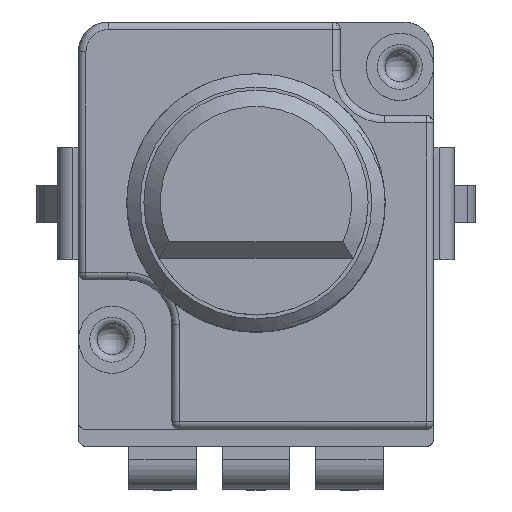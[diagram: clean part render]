
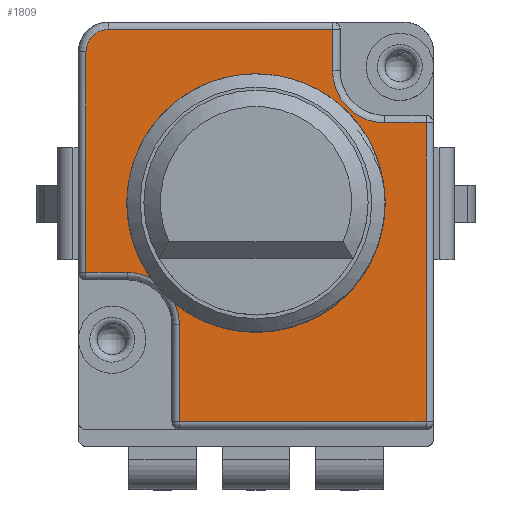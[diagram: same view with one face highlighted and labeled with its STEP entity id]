
A CAD part, top view. The second image highlights one B-rep face of the part: STEP entity #1809.
In plain terms, the highlighted planar face has unit normal (0, 0, 1).
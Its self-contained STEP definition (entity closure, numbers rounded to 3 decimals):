
#46=CARTESIAN_POINT('',(-2.05,-3.25,10.0));
#47=VERTEX_POINT('',#46);
#55=CARTESIAN_POINT('',(-2.231,-2.562,10.001));
#56=VERTEX_POINT('',#55);
#57=CARTESIAN_POINT('',(-2.05,-3.25,10.0));
#58=CARTESIAN_POINT('',(-2.05,-2.882,10.0));
#59=CARTESIAN_POINT('',(-2.231,-2.562,10.0));
#60=B_SPLINE_CURVE_WITH_KNOTS('',2,(#57,#58,#59),.UNSPECIFIED.,.F.,.U.,
 (3,3),(0.0,1.0),.UNSPECIFIED.);
#61=EDGE_CURVE('n� 3127',#47,#56,#60,.T.);
#63=CARTESIAN_POINT('',(-2.591,-2.144,9.999));
#64=VERTEX_POINT('',#63);
#98=CARTESIAN_POINT('',(-3.45,-1.85,10.0));
#99=VERTEX_POINT('',#98);
#100=CARTESIAN_POINT('',(-2.591,-2.144,10.0));
#101=CARTESIAN_POINT('',(-2.776,-2.,10.0));
#102=CARTESIAN_POINT('',(-2.996,-1.926,10.0));
#103=CARTESIAN_POINT('',(-3.218,-1.85,10.0));
#104=CARTESIAN_POINT('',(-3.45,-1.85,10.0));
#105=B_SPLINE_CURVE_WITH_KNOTS('',2,(#100,#101,#102,#103,#104),.UNSPECIFIED.,.F.,.U.,
 (3,2,3),(0.0,0.5,1.0),.UNSPECIFIED.);
#106=EDGE_CURVE('n� 3131',#64,#99,#105,.T.);
#998=CARTESIAN_POINT('',(4.55,-5.85,10.0));
#999=VERTEX_POINT('',#998);
#1087=CARTESIAN_POINT('',(4.55,2.15,10.0));
#1088=VERTEX_POINT('',#1087);
#1219=CARTESIAN_POINT('',(2.05,4.65,10.0));
#1220=VERTEX_POINT('',#1219);
#1325=CARTESIAN_POINT('',(-4.55,-1.85,10.0));
#1326=VERTEX_POINT('',#1325);
#1410=CARTESIAN_POINT('',(-2.05,-5.85,10.0));
#1411=VERTEX_POINT('',#1410);
#1488=CARTESIAN_POINT('',(0.0,-5.85,10.0));
#1489=DIRECTION('',(1.0,0.0,0.0));
#1490=VECTOR('',#1489,1.0);
#1491=LINE('',#1488,#1490);
#1492=EDGE_CURVE('n� 687',#1411,#999,#1491,.T.);
#1504=CARTESIAN_POINT('',(4.55,-0.6,10.0));
#1505=DIRECTION('',(0.0,1.0,0.0));
#1506=VECTOR('',#1505,1.0);
#1507=LINE('',#1504,#1506);
#1508=EDGE_CURVE('n� 686',#999,#1088,#1507,.T.);
#1520=CARTESIAN_POINT('',(3.45,2.15,10.0));
#1521=VERTEX_POINT('',#1520);
#1529=CARTESIAN_POINT('',(0.0,2.15,10.0));
#1530=DIRECTION('',(-1.0,-0.0,0.0));
#1531=VECTOR('',#1530,1.0);
#1532=LINE('',#1529,#1531);
#1533=EDGE_CURVE('n� 685',#1088,#1521,#1532,.T.);
#1547=CARTESIAN_POINT('',(2.05,3.55,10.0));
#1548=VERTEX_POINT('',#1547);
#1556=CARTESIAN_POINT('',(3.45,2.15,10.0));
#1557=CARTESIAN_POINT('',(3.183,2.15,10.0));
#1558=CARTESIAN_POINT('',(2.935,2.248,10.0));
#1559=CARTESIAN_POINT('',(2.666,2.355,10.0));
#1560=CARTESIAN_POINT('',(2.46,2.56,10.0));
#1561=CARTESIAN_POINT('',(2.255,2.765,10.0));
#1562=CARTESIAN_POINT('',(2.148,3.035,10.0));
#1563=CARTESIAN_POINT('',(2.05,3.283,10.0));
#1564=CARTESIAN_POINT('',(2.05,3.55,10.0));
#1565=B_SPLINE_CURVE_WITH_KNOTS('',2,(#1556,#1557,#1558,#1559,#1560,#1561,#1562,#1563,#1564),.UNSPECIFIED.,.F.,.U.,
 (3,2,2,2,3),(0.0,0.25,0.5,0.75,1.0),.UNSPECIFIED.);
#1566=EDGE_CURVE('n� 684',#1521,#1548,#1565,.T.);
#1583=CARTESIAN_POINT('',(2.05,-0.6,10.0));
#1584=DIRECTION('',(0.0,1.0,0.0));
#1585=VECTOR('',#1584,1.0);
#1586=LINE('',#1583,#1585);
#1587=EDGE_CURVE('n� 683',#1548,#1220,#1586,.T.);
#1597=CARTESIAN_POINT('',(-3.95,4.65,10.0));
#1598=VERTEX_POINT('',#1597);
#1606=CARTESIAN_POINT('',(0.0,4.65,10.0));
#1607=DIRECTION('',(-1.0,0.0,0.0));
#1608=VECTOR('',#1607,1.0);
#1609=LINE('',#1606,#1608);
#1610=EDGE_CURVE('n� 682',#1220,#1598,#1609,.T.);
#1622=CARTESIAN_POINT('',(-4.55,4.05,10.0));
#1623=VERTEX_POINT('',#1622);
#1631=CARTESIAN_POINT('',(-3.95,4.65,10.0));
#1632=CARTESIAN_POINT('',(-4.064,4.65,10.0));
#1633=CARTESIAN_POINT('',(-4.171,4.608,10.0));
#1634=CARTESIAN_POINT('',(-4.286,4.562,10.0));
#1635=CARTESIAN_POINT('',(-4.374,4.474,10.0));
#1636=CARTESIAN_POINT('',(-4.462,4.387,10.0));
#1637=CARTESIAN_POINT('',(-4.508,4.271,10.0));
#1638=CARTESIAN_POINT('',(-4.55,4.165,10.0));
#1639=CARTESIAN_POINT('',(-4.55,4.05,10.0));
#1640=B_SPLINE_CURVE_WITH_KNOTS('',2,(#1631,#1632,#1633,#1634,#1635,#1636,#1637,#1638,#1639),.UNSPECIFIED.,.F.,.U.,
 (3,2,2,2,3),(0.0,0.25,0.5,0.75,1.0),.UNSPECIFIED.);
#1641=EDGE_CURVE('n� 681',#1598,#1623,#1640,.T.);
#1660=CARTESIAN_POINT('',(-4.55,-0.6,10.0));
#1661=DIRECTION('',(0.0,-1.0,0.0));
#1662=VECTOR('',#1661,1.0);
#1663=LINE('',#1660,#1662);
#1664=EDGE_CURVE('n� 680',#1623,#1326,#1663,.T.);
#1675=CARTESIAN_POINT('',(0.0,-1.85,10.0));
#1676=DIRECTION('',(1.0,0.0,0.0));
#1677=VECTOR('',#1676,1.0);
#1678=LINE('',#1675,#1677);
#1679=EDGE_CURVE('n� 679',#1326,#99,#1678,.T.);
#1694=CARTESIAN_POINT('',(-2.05,-0.6,10.0));
#1695=DIRECTION('',(0.0,-1.0,0.0));
#1696=VECTOR('',#1695,1.0);
#1697=LINE('',#1694,#1696);
#1698=EDGE_CURVE('n� 671',#47,#1411,#1697,.T.);
#1708=ORIENTED_EDGE('',*,*,#1698,.T.);
#1709=ORIENTED_EDGE('',*,*,#1492,.T.);
#1710=ORIENTED_EDGE('',*,*,#1508,.T.);
#1711=ORIENTED_EDGE('',*,*,#1533,.T.);
#1712=ORIENTED_EDGE('',*,*,#1566,.T.);
#1713=ORIENTED_EDGE('',*,*,#1587,.T.);
#1714=ORIENTED_EDGE('',*,*,#1610,.T.);
#1715=ORIENTED_EDGE('',*,*,#1641,.T.);
#1716=ORIENTED_EDGE('',*,*,#1664,.T.);
#1717=ORIENTED_EDGE('',*,*,#1679,.T.);
#1718=ORIENTED_EDGE('',*,*,#106,.F.);
#1719=CARTESIAN_POINT('',(-1.755,2.462,10.0));
#1720=VERTEX_POINT('',#1719);
#1721=CARTESIAN_POINT('',(-2.591,-2.144,10.0));
#1722=CARTESIAN_POINT('',(-2.718,-1.955,10.0));
#1723=CARTESIAN_POINT('',(-2.792,-1.824,10.0));
#1724=CARTESIAN_POINT('',(-2.884,-1.66,10.0));
#1725=CARTESIAN_POINT('',(-2.959,-1.486,10.0));
#1726=CARTESIAN_POINT('',(-3.11,-1.136,10.0));
#1727=CARTESIAN_POINT('',(-3.178,-0.769,10.0));
#1728=CARTESIAN_POINT('',(-3.283,-0.205,10.0));
#1729=CARTESIAN_POINT('',(-3.182,0.346,10.0));
#1730=CARTESIAN_POINT('',(-3.123,0.667,10.0));
#1731=CARTESIAN_POINT('',(-2.997,0.974,10.0));
#1732=CARTESIAN_POINT('',(-2.873,1.279,10.0));
#1733=CARTESIAN_POINT('',(-2.689,1.553,10.0));
#1734=CARTESIAN_POINT('',(-2.505,1.83,10.0));
#1735=CARTESIAN_POINT('',(-2.271,2.059,10.0));
#1736=CARTESIAN_POINT('',(-2.032,2.292,10.0));
#1737=CARTESIAN_POINT('',(-1.755,2.462,10.0));
#1738=B_SPLINE_CURVE_WITH_KNOTS('',2,(#1721,#1722,#1723,#1724,#1725,#1726,#1727,#1728,#1729,#1730,
    #1731,#1732,#1733,#1734,#1735,#1736,#1737),.UNSPECIFIED.,.F.,.U.,
 (3,2,2,2,2,2,2,2,3),(0.0,0.071,0.143,0.286,0.5,0.625,0.75,0.875,1.0),.UNSPECIFIED.);
#1739=EDGE_CURVE('n� 342',#64,#1720,#1738,.T.);
#1740=ORIENTED_EDGE('',*,*,#1739,.T.);
#1741=CARTESIAN_POINT('',(1.758,2.462,10.0));
#1742=VERTEX_POINT('',#1741);
#1743=CARTESIAN_POINT('',(-1.755,2.462,10.0));
#1744=CARTESIAN_POINT('',(-1.381,2.729,10.0));
#1745=CARTESIAN_POINT('',(-0.943,2.873,10.0));
#1746=CARTESIAN_POINT('',(-0.483,3.024,10.0));
#1747=CARTESIAN_POINT('',(0.001,3.024,10.0));
#1748=CARTESIAN_POINT('',(0.485,3.025,10.0));
#1749=CARTESIAN_POINT('',(0.946,2.874,10.0));
#1750=CARTESIAN_POINT('',(1.383,2.731,10.0));
#1751=CARTESIAN_POINT('',(1.759,2.464,10.0));
#1752=B_SPLINE_CURVE_WITH_KNOTS('',2,(#1743,#1744,#1745,#1746,#1747,#1748,#1749,#1750,#1751),.UNSPECIFIED.,.F.,.U.,
 (3,2,2,2,3),(0.0,0.25,0.5,0.75,1.0),.UNSPECIFIED.);
#1753=EDGE_CURVE('n� 676',#1720,#1742,#1752,.T.);
#1754=ORIENTED_EDGE('',*,*,#1753,.T.);
#1755=CARTESIAN_POINT('',(1.475,-3.123,10.0));
#1756=VERTEX_POINT('',#1755);
#1757=CARTESIAN_POINT('',(1.759,2.464,10.0));
#1758=CARTESIAN_POINT('',(2.12,2.246,10.0));
#1759=CARTESIAN_POINT('',(2.405,1.929,10.0));
#1760=CARTESIAN_POINT('',(2.685,1.619,10.0));
#1761=CARTESIAN_POINT('',(2.879,1.232,10.0));
#1762=CARTESIAN_POINT('',(3.07,0.853,10.0));
#1763=CARTESIAN_POINT('',(3.159,0.437,10.0));
#1764=CARTESIAN_POINT('',(3.249,0.016,10.0));
#1765=CARTESIAN_POINT('',(3.225,-0.401,10.0));
#1766=CARTESIAN_POINT('',(3.202,-0.815,10.0));
#1767=CARTESIAN_POINT('',(3.064,-1.222,10.0));
#1768=CARTESIAN_POINT('',(2.93,-1.619,10.0));
#1769=CARTESIAN_POINT('',(2.697,-1.979,10.0));
#1770=CARTESIAN_POINT('',(2.466,-2.337,10.0));
#1771=CARTESIAN_POINT('',(2.156,-2.628,10.0));
#1772=CARTESIAN_POINT('',(1.843,-2.922,10.0));
#1773=CARTESIAN_POINT('',(1.475,-3.123,10.0));
#1774=B_SPLINE_CURVE_WITH_KNOTS('',2,(#1757,#1758,#1759,#1760,#1761,#1762,#1763,#1764,#1765,#1766,
    #1767,#1768,#1769,#1770,#1771,#1772,#1773),.UNSPECIFIED.,.F.,.U.,
 (3,2,2,2,2,2,2,2,3),(0.0,0.125,0.25,0.375,0.5,0.625,0.75,0.875,1.0),.UNSPECIFIED.);
#1775=EDGE_CURVE('n� 260',#1742,#1756,#1774,.T.);
#1776=ORIENTED_EDGE('',*,*,#1775,.T.);
#1777=CARTESIAN_POINT('',(-1.475,-3.124,10.001));
#1778=VERTEX_POINT('',#1777);
#1779=CARTESIAN_POINT('',(-1.475,-3.123,10.0));
#1780=CARTESIAN_POINT('',(-1.133,-3.285,10.0));
#1781=CARTESIAN_POINT('',(-0.765,-3.368,10.0));
#1782=CARTESIAN_POINT('',(-0.387,-3.454,10.0));
#1783=CARTESIAN_POINT('',(-0.0,-3.454,10.0));
#1784=CARTESIAN_POINT('',(0.388,-3.454,10.0));
#1785=CARTESIAN_POINT('',(0.765,-3.368,10.0));
#1786=CARTESIAN_POINT('',(1.133,-3.284,10.0));
#1787=CARTESIAN_POINT('',(1.475,-3.123,10.0));
#1788=B_SPLINE_CURVE_WITH_KNOTS('',2,(#1779,#1780,#1781,#1782,#1783,#1784,#1785,#1786,#1787),.UNSPECIFIED.,.F.,.U.,
 (3,2,2,2,3),(0.0,0.25,0.5,0.75,1.0),.UNSPECIFIED.);
#1789=EDGE_CURVE('n� 639',#1778,#1756,#1788,.T.);
#1790=ORIENTED_EDGE('',*,*,#1789,.F.);
#1791=CARTESIAN_POINT('',(-1.475,-3.123,10.0));
#1792=CARTESIAN_POINT('',(-1.668,-3.028,10.0));
#1793=CARTESIAN_POINT('',(-1.875,-2.874,10.0));
#1794=CARTESIAN_POINT('',(-1.968,-2.804,10.0));
#1795=CARTESIAN_POINT('',(-2.058,-2.726,10.0));
#1796=CARTESIAN_POINT('',(-2.196,-2.607,10.0));
#1797=CARTESIAN_POINT('',(-2.231,-2.562,10.0));
#1798=B_SPLINE_CURVE_WITH_KNOTS('',2,(#1791,#1792,#1793,#1794,#1795,#1796,#1797),.UNSPECIFIED.,.F.,.U.,
 (3,2,2,3),(0.0,0.5,0.75,1.0),.UNSPECIFIED.);
#1799=EDGE_CURVE('n� 344',#1778,#56,#1798,.T.);
#1800=ORIENTED_EDGE('',*,*,#1799,.T.);
#1801=ORIENTED_EDGE('',*,*,#61,.F.);
#1802=EDGE_LOOP('',(
    #1708,#1709,#1710,#1711,#1712,#1713,#1714,#1715,#1716,#1717,
    #1718,#1740,#1754,#1776,#1790,#1800,#1801));
#1803=FACE_OUTER_BOUND('',#1802,.T.);
#1804=CARTESIAN_POINT('',(0.0,-0.6,10.0));
#1805=DIRECTION('',(0.0,0.0,1.0));
#1806=DIRECTION('',(1.0,0.0,-0.0));
#1807=AXIS2_PLACEMENT_3D('',#1804,#1805,#1806);
#1808=PLANE('',#1807);
#1809=ADVANCED_FACE('n� 668',(#1803),#1808,.T.);
